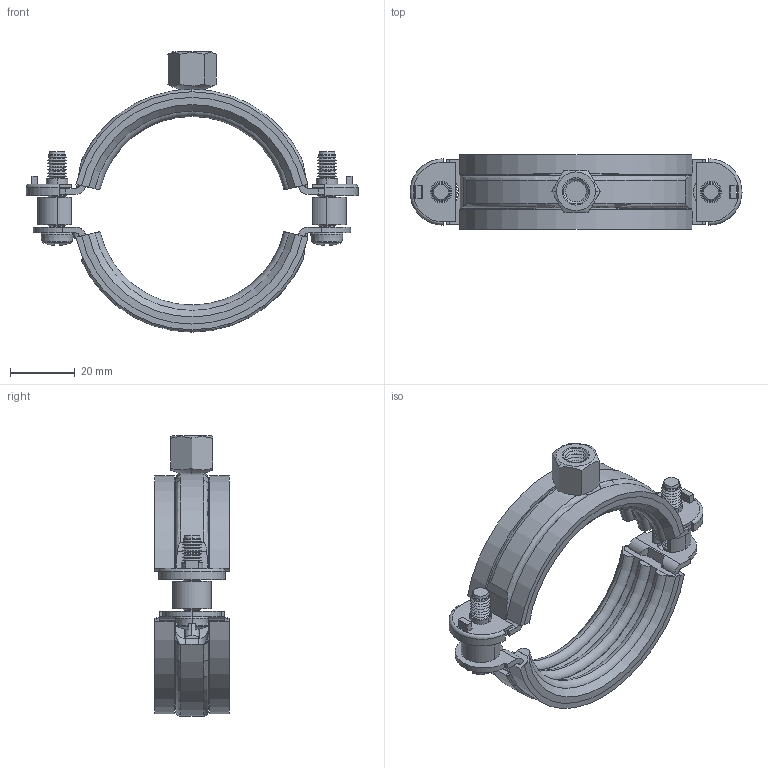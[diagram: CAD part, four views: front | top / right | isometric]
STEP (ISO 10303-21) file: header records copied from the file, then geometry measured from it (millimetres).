
FILE_DESCRIPTION((''),'2;1');
FILE_NAME('25275.stp','2007-07-19T15:54:05',(''),(''),'Mechanical Desktop.R8.0.24.0','Mechanical Desktop.R8.0.24.0',', , ');
FILE_SCHEMA(('CONFIG_CONTROL_DESIGN'));
Length unit declared in the file: millimetre
Products named in the file (19): 25275; GEWINDETEIL; OBERTEIL; GEWINDEPLATTEM6X20; SCHRAUBEM6X25; HUTMUTTER8; DGL GRUNDKÖRPER; TEIL1; DGL GRUNDKÖRPER OT; ~TEIL1; FADEN AUßEN; ~~TEIL1; FADEN MITTE; ~~~TEIL1; ~FADEN MITTE; ~~~~TEIL1; KUNSTSTOFFTEIL SCHWARZ; ~~~~~TEIL1; RM_SDB
Assembly tree (26 placements, depth 3):
  25275
    GEWINDETEIL
    OBERTEIL
    GEWINDEPLATTEM6X20  x2
    SCHRAUBEM6X25  x2
    HUTMUTTER8
    DGL GRUNDKÖRPER
      TEIL1
    DGL GRUNDKÖRPER OT
      ~TEIL1
    FADEN AUßEN  x4
      ~~TEIL1
    FADEN MITTE
      ~~~TEIL1
    ~FADEN MITTE
      ~~~~TEIL1
    KUNSTSTOFFTEIL SCHWARZ  x2
      ~~~~~TEIL1
    RM_SDB  x3
Bounding box: 102.55 x 23 x 86.59 mm (x, y, z)
Volume: 32077.4 mm3; surface area: 40772.4 mm2
Topology: 17 solids, 17 shells, 846 faces, 2071 edges, 1228 vertices
Faces by surface type: cylinder 265, cone 246, plane 195, bspline 84, torus 38, sphere 18
Entity records: 22497 total; most frequent: CARTESIAN_POINT 9433, DIRECTION 2801, ORIENTED_EDGE 2640, EDGE_CURVE 1320, AXIS2_PLACEMENT_3D 1091, VERTEX_POINT 807, VECTOR 619, LINE 619
